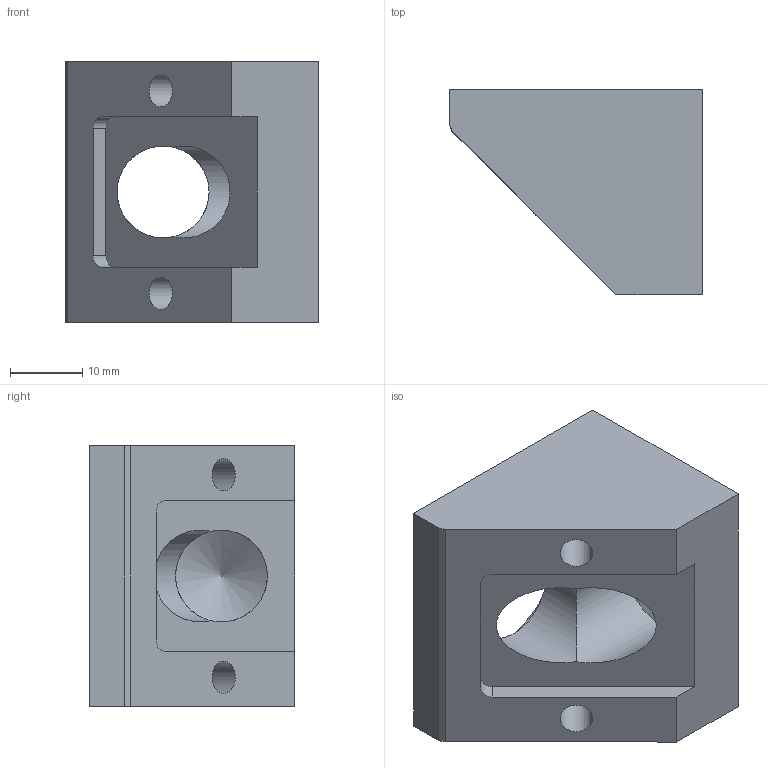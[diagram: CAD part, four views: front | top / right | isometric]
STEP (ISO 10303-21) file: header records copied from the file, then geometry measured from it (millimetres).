
FILE_DESCRIPTION(/* description */ ('Filter Cube- Emission'),/* implementation_level */ '2;1');
FILE_NAME(/* name */ 'FAB-P0033- Filter Cube- Emission.stp',/* time_stamp */ '2020-02-10T11:56:47+00:00',/* author */ ('whgu0532'),/* organization */ (''),/* preprocessor_version */ 'ST-DEVELOPER v18',/* originating_system */ 'Autodesk Inventor 2020',/* authorisation */ '');
FILE_SCHEMA (('AUTOMOTIVE_DESIGN { 1 0 10303 214 3 1 1 }'));
Length unit declared in the file: millimetre
Products named in the file (1): FAB-P0033
Bounding box: 35 x 28.4 x 36 mm (x, y, z)
Volume: 17437.3 mm3; surface area: 7537.6 mm2
Topology: 1 solids, 1 shells, 28 faces, 81 edges, 55 vertices
Faces by surface type: plane 15, cylinder 12, cone 1
Full cylindrical faces by diameter (mm): 4.5 x2, 7.5 x2, 12.7 x2
Entity records: 992 total; most frequent: DIRECTION 173, CARTESIAN_POINT 164, ORIENTED_EDGE 160, EDGE_CURVE 80, AXIS2_PLACEMENT_3D 64, VERTEX_POINT 55, LINE 45, VECTOR 45
